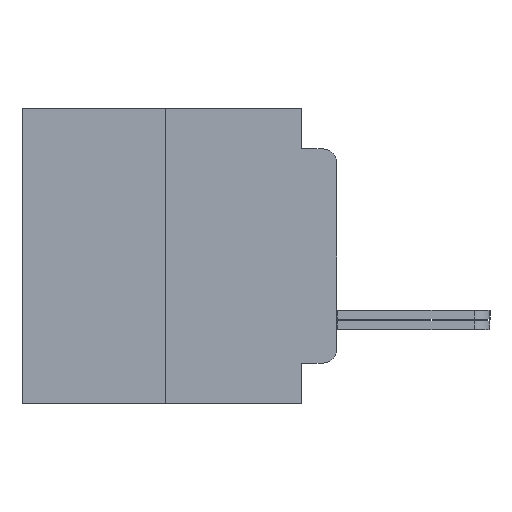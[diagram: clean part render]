
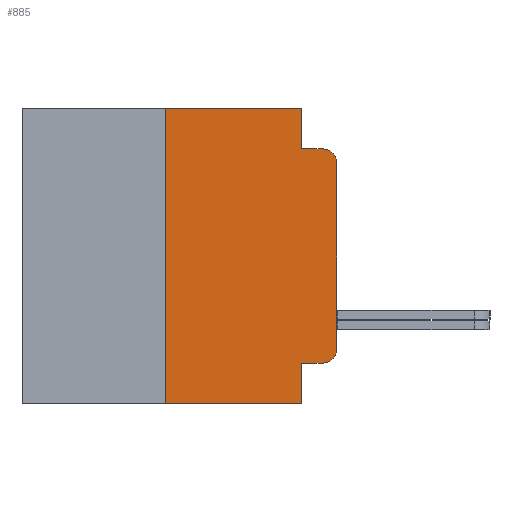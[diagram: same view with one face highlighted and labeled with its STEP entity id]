
A CAD part, left-side view. The second image highlights one B-rep face of the part: STEP entity #885.
In plain terms, the highlighted planar face has unit normal (-1, 0, 0).
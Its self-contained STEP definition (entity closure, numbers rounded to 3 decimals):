
#8 = LINE ( 'NONE', #5919, #23293 ) ;
#259 = ORIENTED_EDGE ( 'NONE', *, *, #9293, .T. ) ;
#357 = AXIS2_PLACEMENT_3D ( 'NONE', #6225, #18813, #1783 ) ;
#375 = ORIENTED_EDGE ( 'NONE', *, *, #23284, .F. ) ;
#675 = VERTEX_POINT ( 'NONE', #6148 ) ;
#885 = ADVANCED_FACE ( 'NONE', ( #24481 ), #11386, .F. ) ;
#936 = CIRCLE ( 'NONE', #357, 0.508 ) ;
#1063 = DIRECTION ( 'NONE',  ( 0., -1., 0. ) ) ;
#1303 = VECTOR ( 'NONE', #6694, 1000. ) ;
#1783 = DIRECTION ( 'NONE',  ( 0., 0., -1. ) ) ;
#1882 = CARTESIAN_POINT ( 'NONE',  ( -75.603, 1.295, 0. ) ) ;
#2070 = LINE ( 'NONE', #22526, #2415 ) ;
#2177 = CARTESIAN_POINT ( 'NONE',  ( -75.603, 1.295, 5.486 ) ) ;
#2415 = VECTOR ( 'NONE', #9794, 1000. ) ;
#2444 = LINE ( 'NONE', #23203, #24704 ) ;
#2847 = DIRECTION ( 'NONE',  ( 0., 0., -1. ) ) ;
#3108 = DIRECTION ( 'NONE',  ( 1., 0., 0. ) ) ;
#3322 = VECTOR ( 'NONE', #6046, 1000. ) ;
#3963 = CARTESIAN_POINT ( 'NONE',  ( -75.603, 0.508, 3.975 ) ) ;
#4938 = LINE ( 'NONE', #1882, #1303 ) ;
#5508 = CARTESIAN_POINT ( 'NONE',  ( -75.603, 1.295, 3.975 ) ) ;
#5919 = CARTESIAN_POINT ( 'NONE',  ( -75.603, 6.35, -5.486 ) ) ;
#6046 = DIRECTION ( 'NONE',  ( 0., -1., 0. ) ) ;
#6148 = CARTESIAN_POINT ( 'NONE',  ( -75.603, 0., 3.467 ) ) ;
#6225 = CARTESIAN_POINT ( 'NONE',  ( -75.603, 0.508, -3.467 ) ) ;
#6475 = VERTEX_POINT ( 'NONE', #18351 ) ;
#6694 = DIRECTION ( 'NONE',  ( 0., 0., -1. ) ) ;
#7196 = ORIENTED_EDGE ( 'NONE', *, *, #11919, .T. ) ;
#7215 = EDGE_CURVE ( 'NONE', #17415, #675, #26352, .T. ) ;
#8359 = ORIENTED_EDGE ( 'NONE', *, *, #18258, .F. ) ;
#8790 = CARTESIAN_POINT ( 'NONE',  ( -75.603, 6.35, 5.486 ) ) ;
#9293 = EDGE_CURVE ( 'NONE', #6475, #17415, #936, .T. ) ;
#9794 = DIRECTION ( 'NONE',  ( 0., 0., -1. ) ) ;
#10494 = DIRECTION ( 'NONE',  ( 0., -1., 0. ) ) ;
#10549 = ORIENTED_EDGE ( 'NONE', *, *, #16049, .F. ) ;
#10624 = CARTESIAN_POINT ( 'NONE',  ( -75.603, 11.684, 5.486 ) ) ;
#11153 = CIRCLE ( 'NONE', #20538, 0.508 ) ;
#11386 = PLANE ( 'NONE',  #17074 ) ;
#11398 = DIRECTION ( 'NONE',  ( -1., 0., 0. ) ) ;
#11919 = EDGE_CURVE ( 'NONE', #675, #15128, #11153, .T. ) ;
#12137 = EDGE_CURVE ( 'NONE', #25456, #15128, #21773, .T. ) ;
#12705 = CARTESIAN_POINT ( 'NONE',  ( -75.603, 0., 5.486 ) ) ;
#13567 = CARTESIAN_POINT ( 'NONE',  ( -75.603, 1.295, -3.975 ) ) ;
#13869 = DIRECTION ( 'NONE',  ( 0., 0., -1. ) ) ;
#14024 = EDGE_CURVE ( 'NONE', #25979, #18238, #8, .T. ) ;
#14838 = DIRECTION ( 'NONE',  ( 0., 0., 1. ) ) ;
#15128 = VERTEX_POINT ( 'NONE', #3963 ) ;
#15600 = ORIENTED_EDGE ( 'NONE', *, *, #16578, .T. ) ;
#15660 = VERTEX_POINT ( 'NONE', #2177 ) ;
#16049 = EDGE_CURVE ( 'NONE', #20720, #22040, #2070, .T. ) ;
#16254 = EDGE_LOOP ( 'NONE', ( #15600, #259, #18041, #7196, #26708, #8359, #375, #17442, #27598, #10549 ) ) ;
#16578 = EDGE_CURVE ( 'NONE', #20720, #6475, #25980, .T. ) ;
#17074 = AXIS2_PLACEMENT_3D ( 'NONE', #22350, #3108, #13869 ) ;
#17415 = VERTEX_POINT ( 'NONE', #22301 ) ;
#17442 = ORIENTED_EDGE ( 'NONE', *, *, #14024, .F. ) ;
#18041 = ORIENTED_EDGE ( 'NONE', *, *, #7215, .T. ) ;
#18238 = VERTEX_POINT ( 'NONE', #8790 ) ;
#18258 = EDGE_CURVE ( 'NONE', #15660, #25456, #4938, .T. ) ;
#18351 = CARTESIAN_POINT ( 'NONE',  ( -75.603, 0.508, -3.975 ) ) ;
#18813 = DIRECTION ( 'NONE',  ( -1., 0., 0. ) ) ;
#20368 = VECTOR ( 'NONE', #24509, 1000. ) ;
#20538 = AXIS2_PLACEMENT_3D ( 'NONE', #25871, #11398, #2847 ) ;
#20720 = VERTEX_POINT ( 'NONE', #24619 ) ;
#20826 = CARTESIAN_POINT ( 'NONE',  ( -75.603, 1.295, 3.975 ) ) ;
#21773 = LINE ( 'NONE', #5508, #26754 ) ;
#22040 = VERTEX_POINT ( 'NONE', #23248 ) ;
#22174 = CARTESIAN_POINT ( 'NONE',  ( -75.603, 6.35, -5.486 ) ) ;
#22301 = CARTESIAN_POINT ( 'NONE',  ( -75.603, 0., -3.467 ) ) ;
#22350 = CARTESIAN_POINT ( 'NONE',  ( -75.603, 11.684, 5.486 ) ) ;
#22526 = CARTESIAN_POINT ( 'NONE',  ( -75.603, 1.295, 0. ) ) ;
#23003 = VECTOR ( 'NONE', #14838, 1000. ) ;
#23203 = CARTESIAN_POINT ( 'NONE',  ( -75.603, 11.684, -5.486 ) ) ;
#23248 = CARTESIAN_POINT ( 'NONE',  ( -75.603, 1.295, -5.486 ) ) ;
#23284 = EDGE_CURVE ( 'NONE', #18238, #15660, #27279, .T. ) ;
#23293 = VECTOR ( 'NONE', #27055, 1000. ) ;
#24481 = FACE_OUTER_BOUND ( 'NONE', #16254, .T. ) ;
#24509 = DIRECTION ( 'NONE',  ( 0., -1., 0. ) ) ;
#24619 = CARTESIAN_POINT ( 'NONE',  ( -75.603, 1.295, -3.975 ) ) ;
#24704 = VECTOR ( 'NONE', #10494, 1000. ) ;
#25456 = VERTEX_POINT ( 'NONE', #20826 ) ;
#25871 = CARTESIAN_POINT ( 'NONE',  ( -75.603, 0.508, 3.467 ) ) ;
#25979 = VERTEX_POINT ( 'NONE', #22174 ) ;
#25980 = LINE ( 'NONE', #13567, #20368 ) ;
#26352 = LINE ( 'NONE', #12705, #23003 ) ;
#26708 = ORIENTED_EDGE ( 'NONE', *, *, #12137, .F. ) ;
#26754 = VECTOR ( 'NONE', #1063, 1000. ) ;
#27055 = DIRECTION ( 'NONE',  ( 0., 0., 1. ) ) ;
#27279 = LINE ( 'NONE', #10624, #3322 ) ;
#27559 = EDGE_CURVE ( 'NONE', #25979, #22040, #2444, .T. ) ;
#27598 = ORIENTED_EDGE ( 'NONE', *, *, #27559, .T. ) ;
